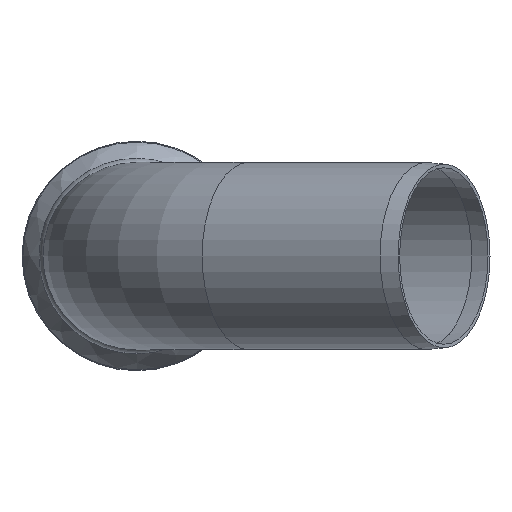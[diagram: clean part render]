
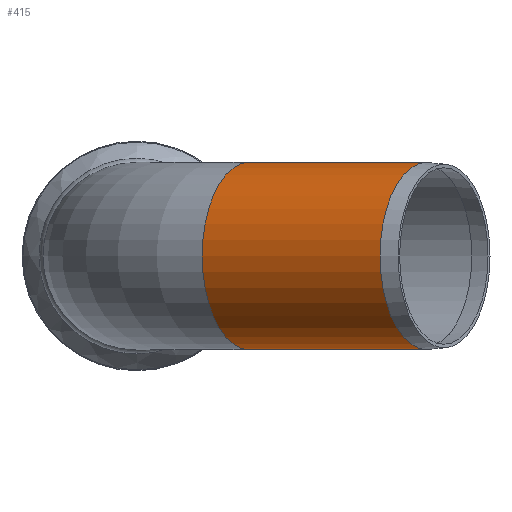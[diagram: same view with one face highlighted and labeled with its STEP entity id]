
A CAD part, left-side view. The second image highlights one B-rep face of the part: STEP entity #415.
In plain terms, the highlighted cylindrical face has radius 54 mm (diameter 108 mm), a full revolution.
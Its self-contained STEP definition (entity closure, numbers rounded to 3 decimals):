
#24=LINE('',#777,#35);
#35=VECTOR('',#593,54.);
#43=CYLINDRICAL_SURFACE('',#478,54.);
#63=FACE_OUTER_BOUND('',#83,.T.);
#83=EDGE_LOOP('',(#313,#314,#315,#316,#317,#318));
#120=CIRCLE('',#476,54.);
#121=CIRCLE('',#477,54.);
#122=CIRCLE('',#479,54.);
#123=CIRCLE('',#480,54.);
#175=VERTEX_POINT('',#768);
#176=VERTEX_POINT('',#769);
#177=VERTEX_POINT('',#774);
#178=VERTEX_POINT('',#775);
#229=EDGE_CURVE('',#175,#176,#120,.T.);
#230=EDGE_CURVE('',#176,#175,#121,.T.);
#232=EDGE_CURVE('',#177,#178,#122,.T.);
#233=EDGE_CURVE('',#178,#176,#24,.T.);
#234=EDGE_CURVE('',#178,#177,#123,.T.);
#313=ORIENTED_EDGE('',*,*,#232,.T.);
#314=ORIENTED_EDGE('',*,*,#233,.T.);
#315=ORIENTED_EDGE('',*,*,#230,.T.);
#316=ORIENTED_EDGE('',*,*,#229,.T.);
#317=ORIENTED_EDGE('',*,*,#233,.F.);
#318=ORIENTED_EDGE('',*,*,#234,.T.);
#415=ADVANCED_FACE('',(#63),#43,.T.);
#476=AXIS2_PLACEMENT_3D('',#770,#584,#585);
#477=AXIS2_PLACEMENT_3D('',#771,#586,#587);
#478=AXIS2_PLACEMENT_3D('',#773,#589,#590);
#479=AXIS2_PLACEMENT_3D('',#776,#591,#592);
#480=AXIS2_PLACEMENT_3D('',#778,#594,#595);
#584=DIRECTION('center_axis',(0.5,0.866,0.));
#585=DIRECTION('ref_axis',(0.866,-0.5,0.));
#586=DIRECTION('center_axis',(0.5,0.866,0.));
#587=DIRECTION('ref_axis',(0.866,-0.5,0.));
#589=DIRECTION('center_axis',(0.5,0.866,0.));
#590=DIRECTION('ref_axis',(-0.866,0.5,0.));
#591=DIRECTION('center_axis',(-0.5,-0.866,0.));
#592=DIRECTION('ref_axis',(0.,0.,-1.));
#593=DIRECTION('',(-0.5,-0.866,0.));
#594=DIRECTION('center_axis',(-0.5,-0.866,0.));
#595=DIRECTION('ref_axis',(0.,0.,-1.));
#768=CARTESIAN_POINT('',(-333.244,-140.409,0.));
#769=CARTESIAN_POINT('',(-239.713,-194.409,0.));
#770=CARTESIAN_POINT('Origin',(-286.478,-167.409,0.));
#771=CARTESIAN_POINT('Origin',(-286.478,-167.409,0.));
#773=CARTESIAN_POINT('Origin',(-256.858,-116.105,0.));
#774=CARTESIAN_POINT('',(-227.237,-64.8,54.));
#775=CARTESIAN_POINT('',(-180.472,-91.8,0.));
#776=CARTESIAN_POINT('Origin',(-227.237,-64.8,0.));
#777=CARTESIAN_POINT('',(-210.092,-143.105,0.));
#778=CARTESIAN_POINT('Origin',(-227.237,-64.8,0.));
